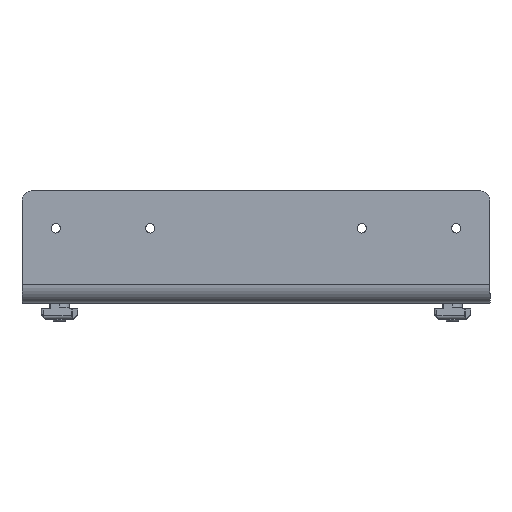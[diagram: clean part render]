
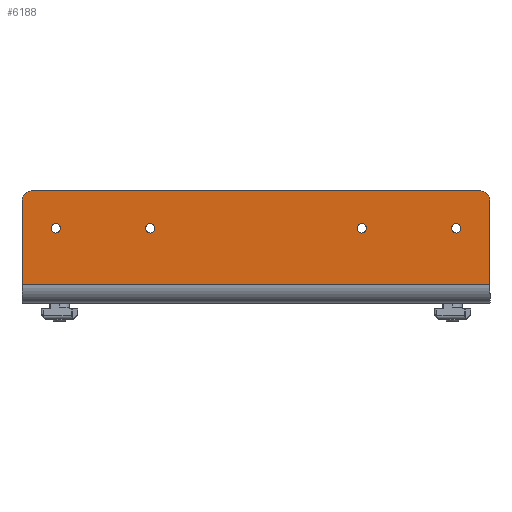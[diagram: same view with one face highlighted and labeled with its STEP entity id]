
A CAD part, left-side view. The second image highlights one B-rep face of the part: STEP entity #6188.
In plain terms, the highlighted planar face has unit normal (-1, 0, 0).
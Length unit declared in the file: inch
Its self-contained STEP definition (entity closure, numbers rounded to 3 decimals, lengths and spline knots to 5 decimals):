
#138 = DIRECTION ( 'NONE',  ( 1., 0., 0. ) ) ;
#147 = FACE_BOUND ( 'NONE', #3338, .T. ) ;
#160 = VERTEX_POINT ( 'NONE', #4675 ) ;
#189 = DIRECTION ( 'NONE',  ( 1., 0., 0. ) ) ;
#288 = CARTESIAN_POINT ( 'NONE',  ( -1.77165, -0.00807, 0. ) ) ;
#311 = CARTESIAN_POINT ( 'NONE',  ( -1.77165, -2.23248, 0.29528 ) ) ;
#469 = ORIENTED_EDGE ( 'NONE', *, *, #5179, .F. ) ;
#518 = EDGE_CURVE ( 'NONE', #4101, #1363, #5386, .T. ) ;
#599 = VERTEX_POINT ( 'NONE', #1818 ) ;
#710 = VERTEX_POINT ( 'NONE', #7613 ) ;
#754 = CARTESIAN_POINT ( 'NONE',  ( -1.77165, -0.00807, 1.1811 ) ) ;
#806 = DIRECTION ( 'NONE',  ( 0., -1., 0. ) ) ;
#853 = CARTESIAN_POINT ( 'NONE',  ( -1.77165, 4.91319, 0.98425 ) ) ;
#879 = FACE_OUTER_BOUND ( 'NONE', #4174, .T. ) ;
#973 = VECTOR ( 'NONE', #806, 39.37008 ) ;
#989 = ORIENTED_EDGE ( 'NONE', *, *, #518, .F. ) ;
#1029 = LINE ( 'NONE', #8574, #1800 ) ;
#1069 = EDGE_CURVE ( 'NONE', #8802, #8802, #1968, .T. ) ;
#1280 = CARTESIAN_POINT ( 'NONE',  ( -1.77165, -4.92933, -0.7874 ) ) ;
#1299 = DIRECTION ( 'NONE',  ( -1., 0., 0. ) ) ;
#1330 = DIRECTION ( 'NONE',  ( 0., 0., -1. ) ) ;
#1363 = VERTEX_POINT ( 'NONE', #853 ) ;
#1375 = AXIS2_PLACEMENT_3D ( 'NONE', #1735, #1821, #2540 ) ;
#1408 = LINE ( 'NONE', #754, #973 ) ;
#1520 = AXIS2_PLACEMENT_3D ( 'NONE', #6101, #1299, #5467 ) ;
#1576 = PLANE ( 'NONE',  #6059 ) ;
#1579 = CIRCLE ( 'NONE', #1875, 0.09843 ) ;
#1649 = DIRECTION ( 'NONE',  ( 0., 0., -1. ) ) ;
#1665 = CIRCLE ( 'NONE', #1375, 0.09843 ) ;
#1735 = CARTESIAN_POINT ( 'NONE',  ( -1.77165, 2.21634, 0.3937 ) ) ;
#1800 = VECTOR ( 'NONE', #3763, 39.37008 ) ;
#1818 = CARTESIAN_POINT ( 'NONE',  ( -1.77165, -4.73248, 1.1811 ) ) ;
#1821 = DIRECTION ( 'NONE',  ( -1., 0., 0. ) ) ;
#1875 = AXIS2_PLACEMENT_3D ( 'NONE', #5353, #6117, #6030 ) ;
#1942 = DIRECTION ( 'NONE',  ( 0., 0., -1. ) ) ;
#1968 = CIRCLE ( 'NONE', #1520, 0.09843 ) ;
#2003 = CARTESIAN_POINT ( 'NONE',  ( -1.77165, 2.21634, 0.29528 ) ) ;
#2045 = ORIENTED_EDGE ( 'NONE', *, *, #6257, .F. ) ;
#2540 = DIRECTION ( 'NONE',  ( 0., 0., -1. ) ) ;
#3012 = CARTESIAN_POINT ( 'NONE',  ( -1.77165, 4.71634, 0.98425 ) ) ;
#3023 = LINE ( 'NONE', #6515, #3603 ) ;
#3327 = ORIENTED_EDGE ( 'NONE', *, *, #7587, .F. ) ;
#3338 = EDGE_LOOP ( 'NONE', ( #469 ) ) ;
#3549 = AXIS2_PLACEMENT_3D ( 'NONE', #4781, #8949, #1330 ) ;
#3603 = VECTOR ( 'NONE', #4423, 39.37008 ) ;
#3763 = DIRECTION ( 'NONE',  ( 0., 0., -1. ) ) ;
#3775 = VERTEX_POINT ( 'NONE', #311 ) ;
#3964 = VECTOR ( 'NONE', #4713, 39.37008 ) ;
#4101 = VERTEX_POINT ( 'NONE', #6392 ) ;
#4174 = EDGE_LOOP ( 'NONE', ( #2045, #5896, #6113, #6822, #4210, #989 ) ) ;
#4184 = EDGE_CURVE ( 'NONE', #160, #599, #1408, .T. ) ;
#4210 = ORIENTED_EDGE ( 'NONE', *, *, #7819, .F. ) ;
#4423 = DIRECTION ( 'NONE',  ( 0., 1., 0. ) ) ;
#4675 = CARTESIAN_POINT ( 'NONE',  ( -1.77165, 4.71634, 1.1811 ) ) ;
#4713 = DIRECTION ( 'NONE',  ( 0., 0., 1. ) ) ;
#4781 = CARTESIAN_POINT ( 'NONE',  ( -1.77165, -4.22067, 0.3937 ) ) ;
#4912 = EDGE_LOOP ( 'NONE', ( #3327 ) ) ;
#5179 = EDGE_CURVE ( 'NONE', #3775, #3775, #1579, .T. ) ;
#5304 = AXIS2_PLACEMENT_3D ( 'NONE', #7466, #8789, #1942 ) ;
#5353 = CARTESIAN_POINT ( 'NONE',  ( -1.77165, -2.23248, 0.3937 ) ) ;
#5386 = LINE ( 'NONE', #6072, #3964 ) ;
#5467 = DIRECTION ( 'NONE',  ( 0., 0., -1. ) ) ;
#5896 = ORIENTED_EDGE ( 'NONE', *, *, #8167, .F. ) ;
#6030 = DIRECTION ( 'NONE',  ( 0., 0., -1. ) ) ;
#6059 = AXIS2_PLACEMENT_3D ( 'NONE', #288, #189, #6415 ) ;
#6072 = CARTESIAN_POINT ( 'NONE',  ( -1.77165, 4.91319, 0. ) ) ;
#6101 = CARTESIAN_POINT ( 'NONE',  ( -1.77165, 4.20453, 0.3937 ) ) ;
#6113 = ORIENTED_EDGE ( 'NONE', *, *, #7010, .F. ) ;
#6117 = DIRECTION ( 'NONE',  ( -1., 0., 0. ) ) ;
#6147 = AXIS2_PLACEMENT_3D ( 'NONE', #3012, #138, #1649 ) ;
#6188 = ADVANCED_FACE ( 'NONE', ( #147, #8461, #7960, #7064, #879 ), #1576, .F. ) ;
#6233 = VERTEX_POINT ( 'NONE', #7145 ) ;
#6257 = EDGE_CURVE ( 'NONE', #8753, #4101, #3023, .T. ) ;
#6392 = CARTESIAN_POINT ( 'NONE',  ( -1.77165, 4.91319, -0.7874 ) ) ;
#6415 = DIRECTION ( 'NONE',  ( 0., 0., 1. ) ) ;
#6444 = CIRCLE ( 'NONE', #6147, 0.19685 ) ;
#6515 = CARTESIAN_POINT ( 'NONE',  ( -1.77165, -0.00807, -0.7874 ) ) ;
#6659 = EDGE_LOOP ( 'NONE', ( #6897 ) ) ;
#6822 = ORIENTED_EDGE ( 'NONE', *, *, #4184, .F. ) ;
#6897 = ORIENTED_EDGE ( 'NONE', *, *, #8984, .F. ) ;
#7010 = EDGE_CURVE ( 'NONE', #599, #6233, #8647, .T. ) ;
#7064 = FACE_BOUND ( 'NONE', #6659, .T. ) ;
#7145 = CARTESIAN_POINT ( 'NONE',  ( -1.77165, -4.92933, 0.98425 ) ) ;
#7174 = CIRCLE ( 'NONE', #3549, 0.09843 ) ;
#7224 = CARTESIAN_POINT ( 'NONE',  ( -1.77165, 4.20453, 0.29528 ) ) ;
#7466 = CARTESIAN_POINT ( 'NONE',  ( -1.77165, -4.73248, 0.98425 ) ) ;
#7506 = EDGE_LOOP ( 'NONE', ( #7678 ) ) ;
#7587 = EDGE_CURVE ( 'NONE', #710, #710, #7174, .T. ) ;
#7613 = CARTESIAN_POINT ( 'NONE',  ( -1.77165, -4.22067, 0.29528 ) ) ;
#7678 = ORIENTED_EDGE ( 'NONE', *, *, #1069, .F. ) ;
#7819 = EDGE_CURVE ( 'NONE', #1363, #160, #6444, .T. ) ;
#7960 = FACE_BOUND ( 'NONE', #4912, .T. ) ;
#8167 = EDGE_CURVE ( 'NONE', #6233, #8753, #1029, .T. ) ;
#8252 = VERTEX_POINT ( 'NONE', #2003 ) ;
#8461 = FACE_BOUND ( 'NONE', #7506, .T. ) ;
#8574 = CARTESIAN_POINT ( 'NONE',  ( -1.77165, -4.92933, 0. ) ) ;
#8647 = CIRCLE ( 'NONE', #5304, 0.19685 ) ;
#8753 = VERTEX_POINT ( 'NONE', #1280 ) ;
#8789 = DIRECTION ( 'NONE',  ( 1., 0., 0. ) ) ;
#8802 = VERTEX_POINT ( 'NONE', #7224 ) ;
#8949 = DIRECTION ( 'NONE',  ( -1., 0., 0. ) ) ;
#8984 = EDGE_CURVE ( 'NONE', #8252, #8252, #1665, .T. ) ;
